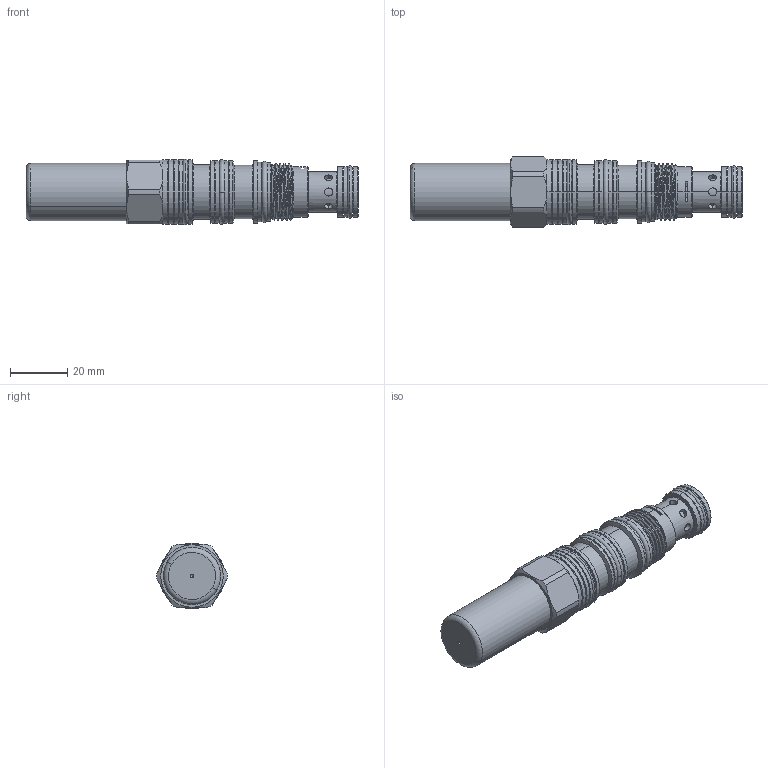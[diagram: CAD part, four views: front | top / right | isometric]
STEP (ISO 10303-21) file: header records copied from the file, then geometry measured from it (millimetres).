
FILE_DESCRIPTION (( 'STEP AP203' ), '1' );
FILE_NAME ('LB21A4P-C.STEP', '2020-04-15T07:48:26', ( '' ), ( '' ), 'SwSTEP 2.0', 'SolidWorks 2018', '' );
FILE_SCHEMA (( 'CONFIG_CONTROL_DESIGN' ));
Length unit declared in the file: millimetre
Products named in the file (1): LB21A4P-C
Bounding box: 115.83 x 24.59 x 22.98 mm (x, y, z)
Volume: 31413.3 mm3; surface area: 16114.3 mm2
Topology: 7 solids, 7 shells, 339 faces, 787 edges, 491 vertices
Faces by surface type: cylinder 165, plane 77, torus 47, cone 41, bspline 9
Entity records: 17811 total; most frequent: CARTESIAN_POINT 10150, DIRECTION 1629, ORIENTED_EDGE 1570, EDGE_CURVE 785, AXIS2_PLACEMENT_3D 694, VERTEX_POINT 491, EDGE_LOOP 382, CIRCLE 363
